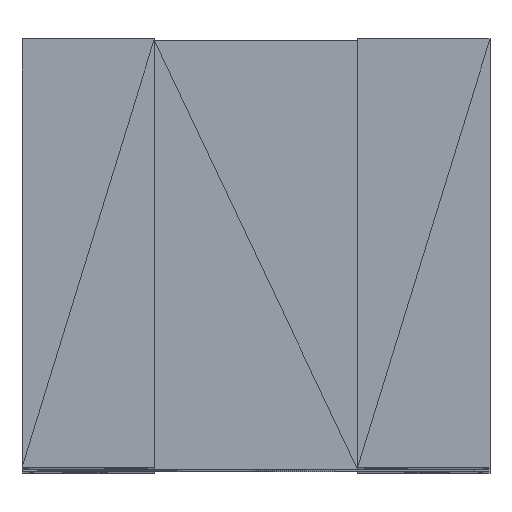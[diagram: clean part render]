
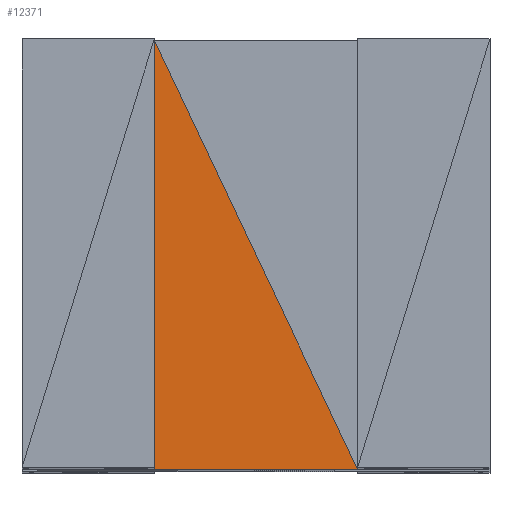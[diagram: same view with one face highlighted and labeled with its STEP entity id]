
A CAD part, top view. The second image highlights one B-rep face of the part: STEP entity #12371.
In plain terms, the highlighted planar face has unit normal (0, 0, 1).
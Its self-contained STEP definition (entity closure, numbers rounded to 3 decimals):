
#12371 = ADVANCED_FACE('',(#12372),#12386,.T.);
#12372 = FACE_BOUND('',#12373,.T.);
#12373 = EDGE_LOOP('',(#12374,#12397,#12413));
#12374 = ORIENTED_EDGE('',*,*,#12375,.T.);
#12375 = EDGE_CURVE('',#12376,#12378,#12380,.T.);
#12376 = VERTEX_POINT('',#12377);
#12377 = CARTESIAN_POINT('',(-75.698,-50.,27.789));
#12378 = VERTEX_POINT('',#12379);
#12379 = CARTESIAN_POINT('',(-78.303,-44.5,27.789));
#12380 = SURFACE_CURVE('',#12381,(#12385),.PCURVE_S1.);
#12381 = LINE('',#12382,#12383);
#12382 = CARTESIAN_POINT('',(-75.698,-50.,27.789));
#12383 = VECTOR('',#12384,1.);
#12384 = DIRECTION('',(-0.428,0.904,0.));
#12385 = PCURVE('',#12386,#12391);
#12386 = PLANE('',#12387);
#12387 = AXIS2_PLACEMENT_3D('',#12388,#12389,#12390);
#12388 = CARTESIAN_POINT('',(-77.505,-47.755,
    27.789));
#12389 = DIRECTION('',(0.,0.,1.));
#12390 = DIRECTION('',(1.,0.,-0.));
#12391 = DEFINITIONAL_REPRESENTATION('',(#12392),#12396);
#12392 = LINE('',#12393,#12394);
#12393 = CARTESIAN_POINT('',(1.807,-2.245));
#12394 = VECTOR('',#12395,1.);
#12395 = DIRECTION('',(-0.428,0.904));
#12396 = ( GEOMETRIC_REPRESENTATION_CONTEXT(2) 
PARAMETRIC_REPRESENTATION_CONTEXT() REPRESENTATION_CONTEXT('2D SPACE',''
  ) );
#12397 = ORIENTED_EDGE('',*,*,#12398,.T.);
#12398 = EDGE_CURVE('',#12378,#12399,#12401,.T.);
#12399 = VERTEX_POINT('',#12400);
#12400 = CARTESIAN_POINT('',(-78.303,-50.,27.789));
#12401 = SURFACE_CURVE('',#12402,(#12406),.PCURVE_S1.);
#12402 = LINE('',#12403,#12404);
#12403 = CARTESIAN_POINT('',(-78.303,-44.5,27.789));
#12404 = VECTOR('',#12405,1.);
#12405 = DIRECTION('',(0.,-1.,0.));
#12406 = PCURVE('',#12386,#12407);
#12407 = DEFINITIONAL_REPRESENTATION('',(#12408),#12412);
#12408 = LINE('',#12409,#12410);
#12409 = CARTESIAN_POINT('',(-0.798,3.255));
#12410 = VECTOR('',#12411,1.);
#12411 = DIRECTION('',(0.,-1.));
#12412 = ( GEOMETRIC_REPRESENTATION_CONTEXT(2) 
PARAMETRIC_REPRESENTATION_CONTEXT() REPRESENTATION_CONTEXT('2D SPACE',''
  ) );
#12413 = ORIENTED_EDGE('',*,*,#12414,.F.);
#12414 = EDGE_CURVE('',#12376,#12399,#12415,.T.);
#12415 = SURFACE_CURVE('',#12416,(#12420),.PCURVE_S1.);
#12416 = LINE('',#12417,#12418);
#12417 = CARTESIAN_POINT('',(-75.698,-50.,27.789));
#12418 = VECTOR('',#12419,1.);
#12419 = DIRECTION('',(-1.,0.,0.));
#12420 = PCURVE('',#12386,#12421);
#12421 = DEFINITIONAL_REPRESENTATION('',(#12422),#12426);
#12422 = LINE('',#12423,#12424);
#12423 = CARTESIAN_POINT('',(1.807,-2.245));
#12424 = VECTOR('',#12425,1.);
#12425 = DIRECTION('',(-1.,0.));
#12426 = ( GEOMETRIC_REPRESENTATION_CONTEXT(2) 
PARAMETRIC_REPRESENTATION_CONTEXT() REPRESENTATION_CONTEXT('2D SPACE',''
  ) );
